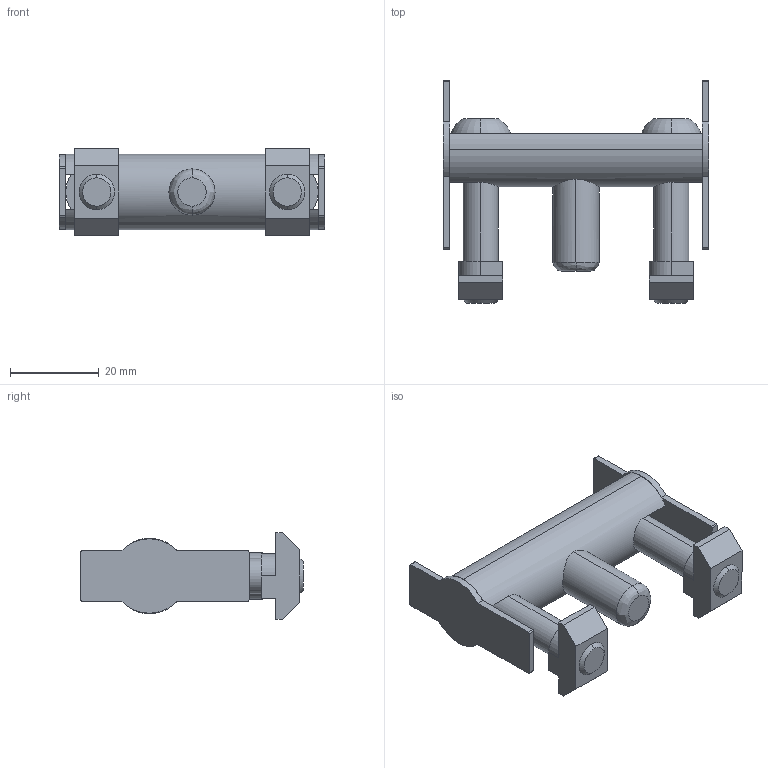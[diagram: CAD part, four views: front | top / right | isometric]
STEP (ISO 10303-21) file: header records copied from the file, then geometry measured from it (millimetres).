
FILE_DESCRIPTION (( 'STEP AP214' ), '1' );
FILE_NAME ('-6121044', '2019-02-04T09:21:20', ( '' ), ('JUGARD+KÜNSTNER GmbH'), 'SwSTEP 2.0', 'SolidWorks 2017', '' );
FILE_SCHEMA (( 'AUTOMOTIVE_DESIGN' ));
Length unit declared in the file: millimetre
Products named in the file (1): -6121044_CNAJF00
Bounding box: 60 x 50.27 x 19.6 mm (x, y, z)
Volume: 16675 mm3; surface area: 9205.8 mm2
Topology: 3 solids, 3 shells, 123 faces, 328 edges, 214 vertices
Faces by surface type: plane 74, cylinder 39, cone 4, torus 4, bspline 2
Entity records: 4388 total; most frequent: CARTESIAN_POINT 858, DIRECTION 668, ORIENTED_EDGE 656, EDGE_CURVE 328, AXIS2_PLACEMENT_3D 228, VERTEX_POINT 214, LINE 212, VECTOR 212
